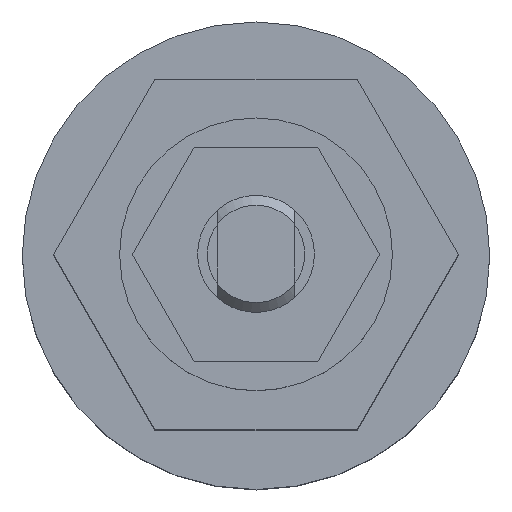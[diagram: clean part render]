
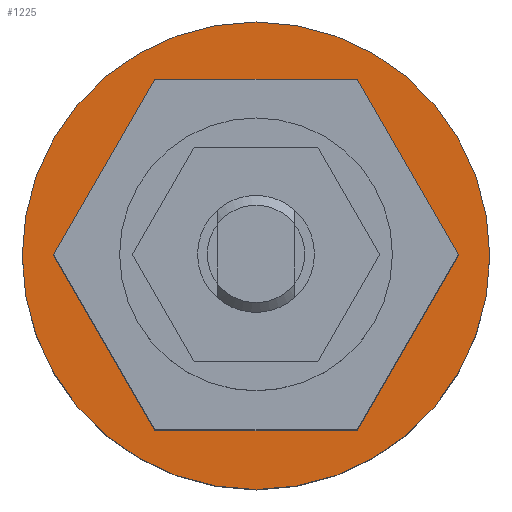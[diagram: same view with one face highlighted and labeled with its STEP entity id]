
A CAD part, top view. The second image highlights one B-rep face of the part: STEP entity #1225.
In plain terms, the highlighted planar face has unit normal (0, 0, 1).
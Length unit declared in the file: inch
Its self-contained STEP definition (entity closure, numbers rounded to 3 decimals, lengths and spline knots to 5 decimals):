
#427=CARTESIAN_POINT('',(1.96483,-4.12591,0.125));
#428=VERTEX_POINT('',#427);
#437=CARTESIAN_POINT('',(1.21483,-4.12591,0.125));
#438=VERTEX_POINT('',#437);
#439=CARTESIAN_POINT('',(1.58983,-4.12591,0.125));
#440=DIRECTION('',(0.0,0.0,-1.0));
#441=DIRECTION('',(1.0,0.0,0.0));
#442=AXIS2_PLACEMENT_3D('',#439,#440,#441);
#443=CIRCLE('',#442,0.375);
#444=EDGE_CURVE('',#438,#428,#443,.T.);
#471=CARTESIAN_POINT('',(2.33983,-4.12591,0.125));
#472=VERTEX_POINT('',#471);
#488=CARTESIAN_POINT('',(0.83983,-4.12591,0.125));
#489=VERTEX_POINT('',#488);
#496=CARTESIAN_POINT('',(1.58983,-4.12591,0.125));
#497=DIRECTION('',(0.0,0.0,1.0));
#498=DIRECTION('',(1.0,0.0,0.0));
#499=AXIS2_PLACEMENT_3D('',#496,#497,#498);
#500=CIRCLE('',#499,0.75);
#501=EDGE_CURVE('',#472,#489,#500,.T.);
#1174=CARTESIAN_POINT('',(1.58983,-4.12591,0.125));
#1175=DIRECTION('',(0.0,0.0,1.0));
#1176=DIRECTION('',(1.0,0.0,0.0));
#1177=AXIS2_PLACEMENT_3D('',#1174,#1175,#1176);
#1178=CIRCLE('',#1177,0.75);
#1179=EDGE_CURVE('',#489,#472,#1178,.T.);
#1206=CARTESIAN_POINT('',(1.58983,-4.12591,0.125));
#1207=DIRECTION('',(0.0,0.0,1.0));
#1208=DIRECTION('',(1.0,0.0,0.0));
#1209=AXIS2_PLACEMENT_3D('',#1206,#1207,#1208);
#1210=PLANE('',#1209);
#1211=ORIENTED_EDGE('',*,*,#501,.T.);
#1212=ORIENTED_EDGE('',*,*,#1179,.T.);
#1213=EDGE_LOOP('',(#1211,#1212));
#1214=FACE_OUTER_BOUND('',#1213,.T.);
#1215=CARTESIAN_POINT('',(1.58983,-4.12591,0.125));
#1216=DIRECTION('',(0.0,0.0,-1.0));
#1217=DIRECTION('',(1.0,0.0,0.0));
#1218=AXIS2_PLACEMENT_3D('',#1215,#1216,#1217);
#1219=CIRCLE('',#1218,0.375);
#1220=EDGE_CURVE('',#428,#438,#1219,.T.);
#1221=ORIENTED_EDGE('',*,*,#1220,.T.);
#1222=ORIENTED_EDGE('',*,*,#444,.T.);
#1223=EDGE_LOOP('',(#1221,#1222));
#1224=FACE_BOUND('',#1223,.T.);
#1225=ADVANCED_FACE('',(#1214,#1224),#1210,.T.);
